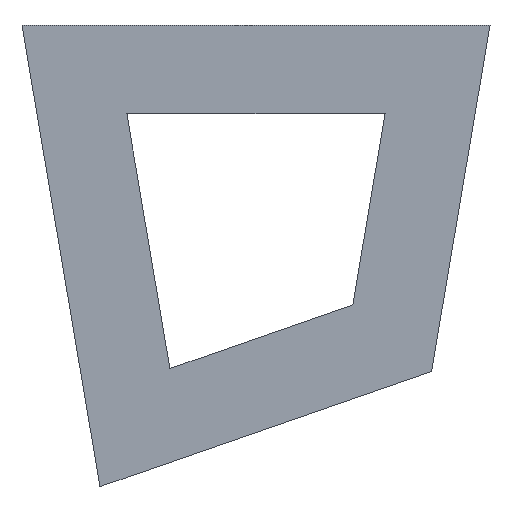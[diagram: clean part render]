
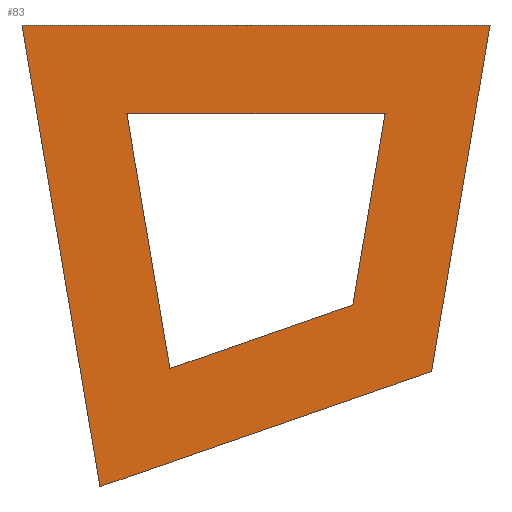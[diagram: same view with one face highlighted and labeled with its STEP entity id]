
A CAD part, front view. The second image highlights one B-rep face of the part: STEP entity #83.
In plain terms, the highlighted planar face has unit normal (0, -1, 0).
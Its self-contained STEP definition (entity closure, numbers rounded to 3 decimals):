
#1 = ORIENTED_EDGE ( 'NONE', *, *, #249, .T. ) ;
#6 = CARTESIAN_POINT ( 'NONE',  ( 2.639, 0., -15.619 ) ) ;
#11 = CARTESIAN_POINT ( 'NONE',  ( 0., 0., 0. ) ) ;
#12 = DIRECTION ( 'NONE',  ( 0., 0., -1. ) ) ;
#15 = EDGE_CURVE ( 'NONE', #303, #99, #279, .T. ) ;
#16 = FACE_BOUND ( 'NONE', #299, .T. ) ;
#24 = DIRECTION ( 'NONE',  ( 1., 0., 0. ) ) ;
#25 = CARTESIAN_POINT ( 'NONE',  ( 3.549, 0., -3. ) ) ;
#30 = EDGE_CURVE ( 'NONE', #99, #320, #310, .T. ) ;
#31 = CARTESIAN_POINT ( 'NONE',  ( 12.291, 0., -3. ) ) ;
#32 = VECTOR ( 'NONE', #24, 1000. ) ;
#36 = CARTESIAN_POINT ( 'NONE',  ( 13.861, 0., -11.718 ) ) ;
#37 = DIRECTION ( 'NONE',  ( 0., -1., 0. ) ) ;
#42 = ORIENTED_EDGE ( 'NONE', *, *, #30, .F. ) ;
#45 = EDGE_CURVE ( 'NONE', #154, #303, #284, .T. ) ;
#50 = EDGE_CURVE ( 'NONE', #159, #206, #304, .T. ) ;
#51 = DIRECTION ( 'NONE',  ( -0.167, 0., -0.986 ) ) ;
#54 = VECTOR ( 'NONE', #157, 1000. ) ;
#58 = DIRECTION ( 'NONE',  ( -0.945, 0., -0.328 ) ) ;
#60 = PLANE ( 'NONE',  #87 ) ;
#69 = LINE ( 'NONE', #95, #149 ) ;
#83 = ADVANCED_FACE ( 'NONE', ( #142, #16 ), #60, .T. ) ;
#87 = AXIS2_PLACEMENT_3D ( 'NONE', #112, #37, #12 ) ;
#92 = CARTESIAN_POINT ( 'NONE',  ( 11.199, 0., -9.468 ) ) ;
#95 = CARTESIAN_POINT ( 'NONE',  ( 15.841, 0., 0. ) ) ;
#97 = EDGE_CURVE ( 'NONE', #122, #174, #167, .T. ) ;
#99 = VERTEX_POINT ( 'NONE', #110 ) ;
#106 = ORIENTED_EDGE ( 'NONE', *, *, #50, .T. ) ;
#110 = CARTESIAN_POINT ( 'NONE',  ( 0., 0., 0. ) ) ;
#112 = CARTESIAN_POINT ( 'NONE',  ( 0., 0., 0. ) ) ;
#122 = VERTEX_POINT ( 'NONE', #315 ) ;
#133 = DIRECTION ( 'NONE',  ( -0.167, 0., -0.986 ) ) ;
#135 = DIRECTION ( 'NONE',  ( 1., 0., 0. ) ) ;
#137 = CARTESIAN_POINT ( 'NONE',  ( 12.291, 0., -3. ) ) ;
#142 = FACE_OUTER_BOUND ( 'NONE', #179, .T. ) ;
#143 = LINE ( 'NONE', #92, #290 ) ;
#144 = ORIENTED_EDGE ( 'NONE', *, *, #45, .F. ) ;
#145 = LINE ( 'NONE', #25, #32 ) ;
#149 = VECTOR ( 'NONE', #51, 1000. ) ;
#153 = CARTESIAN_POINT ( 'NONE',  ( 11.199, 0., -9.468 ) ) ;
#154 = VERTEX_POINT ( 'NONE', #36 ) ;
#157 = DIRECTION ( 'NONE',  ( -0.167, 0., 0.986 ) ) ;
#159 = VERTEX_POINT ( 'NONE', #137 ) ;
#167 = LINE ( 'NONE', #237, #306 ) ;
#171 = DIRECTION ( 'NONE',  ( -0.945, 0., -0.328 ) ) ;
#174 = VERTEX_POINT ( 'NONE', #213 ) ;
#177 = ORIENTED_EDGE ( 'NONE', *, *, #193, .T. ) ;
#179 = EDGE_LOOP ( 'NONE', ( #239, #144, #202, #42 ) ) ;
#193 = EDGE_CURVE ( 'NONE', #206, #122, #143, .T. ) ;
#202 = ORIENTED_EDGE ( 'NONE', *, *, #215, .F. ) ;
#206 = VERTEX_POINT ( 'NONE', #153 ) ;
#213 = CARTESIAN_POINT ( 'NONE',  ( 3.549, 0., -3. ) ) ;
#215 = EDGE_CURVE ( 'NONE', #320, #154, #69, .T. ) ;
#226 = VECTOR ( 'NONE', #135, 1000. ) ;
#237 = CARTESIAN_POINT ( 'NONE',  ( 5.006, 0., -11.621 ) ) ;
#239 = ORIENTED_EDGE ( 'NONE', *, *, #15, .F. ) ;
#245 = ORIENTED_EDGE ( 'NONE', *, *, #97, .T. ) ;
#249 = EDGE_CURVE ( 'NONE', #174, #159, #145, .T. ) ;
#250 = CARTESIAN_POINT ( 'NONE',  ( 13.861, 0., -11.718 ) ) ;
#267 = CARTESIAN_POINT ( 'NONE',  ( 15.841, 0., 0. ) ) ;
#279 = LINE ( 'NONE', #6, #54 ) ;
#284 = LINE ( 'NONE', #250, #285 ) ;
#285 = VECTOR ( 'NONE', #58, 1000. ) ;
#289 = DIRECTION ( 'NONE',  ( -0.167, 0., 0.986 ) ) ;
#290 = VECTOR ( 'NONE', #171, 1000. ) ;
#298 = CARTESIAN_POINT ( 'NONE',  ( 2.639, 0., -15.619 ) ) ;
#299 = EDGE_LOOP ( 'NONE', ( #106, #177, #245, #1 ) ) ;
#303 = VERTEX_POINT ( 'NONE', #298 ) ;
#304 = LINE ( 'NONE', #31, #322 ) ;
#306 = VECTOR ( 'NONE', #289, 1000. ) ;
#310 = LINE ( 'NONE', #11, #226 ) ;
#315 = CARTESIAN_POINT ( 'NONE',  ( 5.006, 0., -11.621 ) ) ;
#320 = VERTEX_POINT ( 'NONE', #267 ) ;
#322 = VECTOR ( 'NONE', #133, 1000. ) ;
